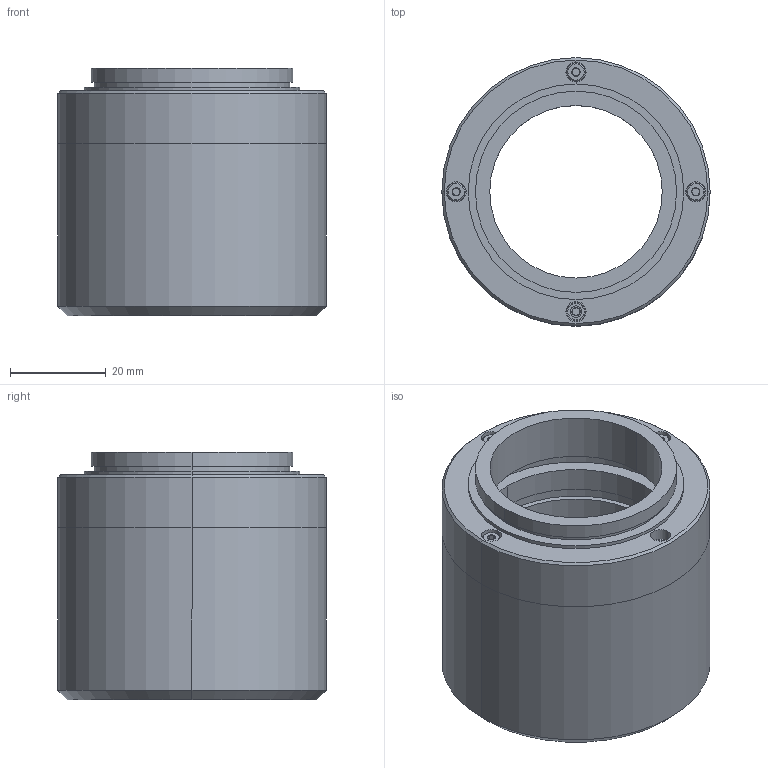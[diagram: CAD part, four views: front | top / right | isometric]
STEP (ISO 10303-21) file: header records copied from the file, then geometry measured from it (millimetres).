
FILE_DESCRIPTION (( 'STEP AP203' ), '1' );
FILE_NAME ('Web Model 11149_11149.step', '2018-12-19T17:52:14', ( '' ), ( '' ), 'SwSTEP 2.0', 'SolidWorks 2016', '' );
FILE_SCHEMA (( 'CONFIG_CONTROL_DESIGN' ));
Length unit declared in the file: millimetre
Products named in the file (1): Web Model 11149_11149
Bounding box: 56 x 56 x 51.75 mm (x, y, z)
Volume: 57599.5 mm3; surface area: 22257.3 mm2
Topology: 6 solids, 6 shells, 578 faces, 1564 edges, 1016 vertices
Faces by surface type: cylinder 452, cone 60, plane 58, bspline 8
Entity records: 27327 total; most frequent: CARTESIAN_POINT 15043, ORIENTED_EDGE 3112, DIRECTION 2062, EDGE_CURVE 1556, VERTEX_POINT 1016, AXIS2_PLACEMENT_3D 767, EDGE_LOOP 616, ADVANCED_FACE 578
